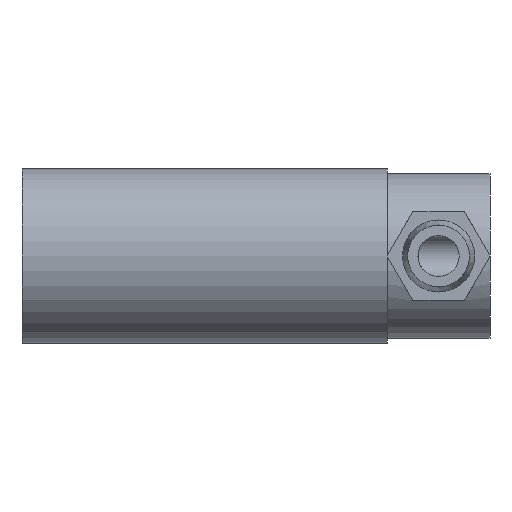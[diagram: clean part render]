
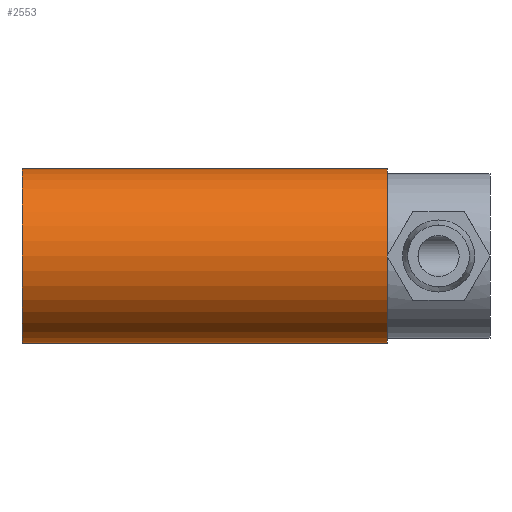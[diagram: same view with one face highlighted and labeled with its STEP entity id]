
A CAD part, front view. The second image highlights one B-rep face of the part: STEP entity #2553.
In plain terms, the highlighted cylindrical face has radius 8.5 mm (diameter 17 mm), a partial arc.
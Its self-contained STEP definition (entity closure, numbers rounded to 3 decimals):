
#90 = VECTOR ( 'NONE', #709, 1000. ) ;
#174 = LINE ( 'NONE', #2024, #90 ) ;
#254 = ORIENTED_EDGE ( 'NONE', *, *, #4126, .F. ) ;
#363 = ORIENTED_EDGE ( 'NONE', *, *, #6419, .T. ) ;
#564 = ORIENTED_EDGE ( 'NONE', *, *, #2309, .F. ) ;
#709 = DIRECTION ( 'NONE',  ( -1., 0., 0. ) ) ;
#756 = EDGE_LOOP ( 'NONE', ( #254, #363, #2116, #564 ) ) ;
#1130 = EDGE_CURVE ( 'NONE', #1966, #8240, #174, .T. ) ;
#1362 = AXIS2_PLACEMENT_3D ( 'NONE', #3334, #2532, #2624 ) ;
#1375 = DIRECTION ( 'NONE',  ( -1., 0., 0. ) ) ;
#1870 = CARTESIAN_POINT ( 'NONE',  ( 35.5, 0., -8.5 ) ) ;
#1899 = CARTESIAN_POINT ( 'NONE',  ( 35.5, 0., 0. ) ) ;
#1966 = VERTEX_POINT ( 'NONE', #8319 ) ;
#2024 = CARTESIAN_POINT ( 'NONE',  ( 0., 0., 8.5 ) ) ;
#2116 = ORIENTED_EDGE ( 'NONE', *, *, #1130, .T. ) ;
#2309 = EDGE_CURVE ( 'NONE', #8086, #8240, #6311, .T. ) ;
#2478 = CIRCLE ( 'NONE', #3610, 8.5 ) ;
#2532 = DIRECTION ( 'NONE',  ( -1., 0., 0. ) ) ;
#2553 = ADVANCED_FACE ( 'NONE', ( #4700 ), #8687, .T. ) ;
#2624 = DIRECTION ( 'NONE',  ( 0., 0., 1. ) ) ;
#2770 = AXIS2_PLACEMENT_3D ( 'NONE', #6019, #8714, #6553 ) ;
#3334 = CARTESIAN_POINT ( 'NONE',  ( 0., 0., 0. ) ) ;
#3610 = AXIS2_PLACEMENT_3D ( 'NONE', #1899, #7184, #5259 ) ;
#4126 = EDGE_CURVE ( 'NONE', #6246, #8086, #7392, .T. ) ;
#4303 = VECTOR ( 'NONE', #1375, 1000. ) ;
#4700 = FACE_OUTER_BOUND ( 'NONE', #756, .T. ) ;
#4725 = CARTESIAN_POINT ( 'NONE',  ( 0., 0., -8.5 ) ) ;
#5259 = DIRECTION ( 'NONE',  ( 0., 0., 1. ) ) ;
#6019 = CARTESIAN_POINT ( 'NONE',  ( 0., 0., 0. ) ) ;
#6246 = VERTEX_POINT ( 'NONE', #1870 ) ;
#6311 = CIRCLE ( 'NONE', #2770, 8.5 ) ;
#6419 = EDGE_CURVE ( 'NONE', #6246, #1966, #2478, .T. ) ;
#6553 = DIRECTION ( 'NONE',  ( 0., 0., 1. ) ) ;
#7011 = CARTESIAN_POINT ( 'NONE',  ( 0., 0., 8.5 ) ) ;
#7184 = DIRECTION ( 'NONE',  ( -1., 0., 0. ) ) ;
#7197 = CARTESIAN_POINT ( 'NONE',  ( 0., 0., -8.5 ) ) ;
#7392 = LINE ( 'NONE', #4725, #4303 ) ;
#8086 = VERTEX_POINT ( 'NONE', #7197 ) ;
#8240 = VERTEX_POINT ( 'NONE', #7011 ) ;
#8319 = CARTESIAN_POINT ( 'NONE',  ( 35.5, 0., 8.5 ) ) ;
#8687 = CYLINDRICAL_SURFACE ( 'NONE', #1362, 8.5 ) ;
#8714 = DIRECTION ( 'NONE',  ( -1., 0., 0. ) ) ;
